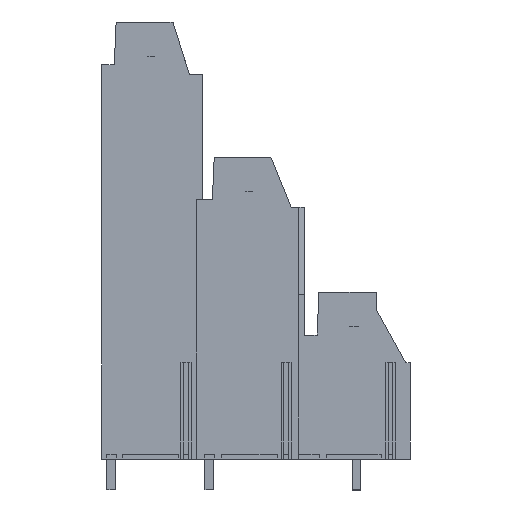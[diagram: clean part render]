
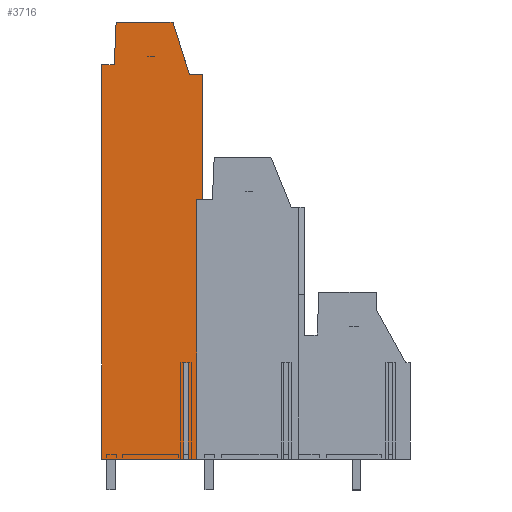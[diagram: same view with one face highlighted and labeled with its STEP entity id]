
A CAD part, left-side view. The second image highlights one B-rep face of the part: STEP entity #3716.
In plain terms, the highlighted planar face has unit normal (-1, 0, 0).
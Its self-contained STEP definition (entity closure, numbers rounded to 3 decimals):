
#3632=AXIS2_PLACEMENT_3D('Plane Axis2P3D',#3629,#3630,#3631) ;
#2724=CARTESIAN_POINT('Vertex',(2.54,22.131,3.2)) ;
#2727=CARTESIAN_POINT('Line Origine',(2.54,22.578,3.2)) ;
#2731=CARTESIAN_POINT('Vertex',(2.54,23.025,3.2)) ;
#2780=CARTESIAN_POINT('Vertex',(2.54,23.475,3.2)) ;
#2783=CARTESIAN_POINT('Line Origine',(2.54,27.738,3.2)) ;
#2787=CARTESIAN_POINT('Vertex',(2.54,32.,3.2)) ;
#3586=CARTESIAN_POINT('Vertex',(2.54,23.025,13.2)) ;
#3589=CARTESIAN_POINT('Line Origine',(2.54,23.25,13.2)) ;
#3593=CARTESIAN_POINT('Vertex',(2.54,23.475,13.2)) ;
#3617=CARTESIAN_POINT('Line Origine',(2.54,23.025,8.2)) ;
#3629=CARTESIAN_POINT('Axis2P3D Location',(2.54,21.84,31.2)) ;
#3634=CARTESIAN_POINT('Line Origine',(2.54,22.131,16.625)) ;
#3638=CARTESIAN_POINT('Vertex',(2.54,22.131,30.05)) ;
#3641=CARTESIAN_POINT('Line Origine',(2.54,21.811,30.05)) ;
#3645=CARTESIAN_POINT('Vertex',(2.54,21.49,30.05)) ;
#3648=CARTESIAN_POINT('Line Origine',(2.54,21.49,36.525)) ;
#3652=CARTESIAN_POINT('Vertex',(2.54,21.49,43.)) ;
#3655=CARTESIAN_POINT('Line Origine',(2.54,22.194,43.)) ;
#3659=CARTESIAN_POINT('Vertex',(2.54,22.898,43.)) ;
#3662=CARTESIAN_POINT('Line Origine',(2.54,23.745,45.735)) ;
#3666=CARTESIAN_POINT('Vertex',(2.54,24.592,48.47)) ;
#3669=CARTESIAN_POINT('Line Origine',(2.54,27.54,48.47)) ;
#3673=CARTESIAN_POINT('Vertex',(2.54,30.488,48.47)) ;
#3676=CARTESIAN_POINT('Line Origine',(2.54,30.584,46.26)) ;
#3680=CARTESIAN_POINT('Vertex',(2.54,30.681,44.05)) ;
#3683=CARTESIAN_POINT('Line Origine',(2.54,31.34,44.05)) ;
#3687=CARTESIAN_POINT('Vertex',(2.54,32.,44.05)) ;
#3690=CARTESIAN_POINT('Line Origine',(2.54,32.,23.625)) ;
#3695=CARTESIAN_POINT('Line Origine',(2.54,23.475,8.2)) ;
#2728=DIRECTION('Vector Direction',(0.,1.,0.)) ;
#2784=DIRECTION('Vector Direction',(0.,1.,0.)) ;
#3590=DIRECTION('Vector Direction',(0.,-1.,0.)) ;
#3618=DIRECTION('Vector Direction',(0.,0.,1.)) ;
#3630=DIRECTION('Axis2P3D Direction',(1.,0.,0.)) ;
#3631=DIRECTION('Axis2P3D XDirection',(0.,1.,0.)) ;
#3635=DIRECTION('Vector Direction',(0.,0.,-1.)) ;
#3642=DIRECTION('Vector Direction',(0.,1.,0.)) ;
#3649=DIRECTION('Vector Direction',(0.,0.,1.)) ;
#3656=DIRECTION('Vector Direction',(0.,-1.,0.)) ;
#3663=DIRECTION('Vector Direction',(0.,-0.296,-0.955)) ;
#3670=DIRECTION('Vector Direction',(0.,1.,0.)) ;
#3677=DIRECTION('Vector Direction',(0.,-0.044,0.999)) ;
#3684=DIRECTION('Vector Direction',(0.,-1.,0.)) ;
#3691=DIRECTION('Vector Direction',(0.,0.,1.)) ;
#3696=DIRECTION('Vector Direction',(0.,0.,1.)) ;
#2729=VECTOR('Line Direction',#2728,1.) ;
#2785=VECTOR('Line Direction',#2784,1.) ;
#3591=VECTOR('Line Direction',#3590,1.) ;
#3619=VECTOR('Line Direction',#3618,1.) ;
#3636=VECTOR('Line Direction',#3635,1.) ;
#3643=VECTOR('Line Direction',#3642,1.) ;
#3650=VECTOR('Line Direction',#3649,1.) ;
#3657=VECTOR('Line Direction',#3656,1.) ;
#3664=VECTOR('Line Direction',#3663,1.) ;
#3671=VECTOR('Line Direction',#3670,1.) ;
#3678=VECTOR('Line Direction',#3677,1.) ;
#3685=VECTOR('Line Direction',#3684,1.) ;
#3692=VECTOR('Line Direction',#3691,1.) ;
#3697=VECTOR('Line Direction',#3696,1.) ;
#3701=ORIENTED_EDGE('',*,*,#3640,.F.) ;
#3702=ORIENTED_EDGE('',*,*,#3647,.F.) ;
#3703=ORIENTED_EDGE('',*,*,#3654,.T.) ;
#3704=ORIENTED_EDGE('',*,*,#3661,.F.) ;
#3705=ORIENTED_EDGE('',*,*,#3668,.F.) ;
#3706=ORIENTED_EDGE('',*,*,#3675,.T.) ;
#3707=ORIENTED_EDGE('',*,*,#3682,.F.) ;
#3708=ORIENTED_EDGE('',*,*,#3689,.F.) ;
#3709=ORIENTED_EDGE('',*,*,#3694,.F.) ;
#3710=ORIENTED_EDGE('',*,*,#2789,.F.) ;
#3711=ORIENTED_EDGE('',*,*,#3699,.T.) ;
#3712=ORIENTED_EDGE('',*,*,#3595,.T.) ;
#3713=ORIENTED_EDGE('',*,*,#3621,.F.) ;
#3714=ORIENTED_EDGE('',*,*,#2733,.F.) ;
#3716=ADVANCED_FACE('housing',(#3715),#3633,.F.) ;
#2733=EDGE_CURVE('',#2725,#2732,#2730,.T.) ;
#2789=EDGE_CURVE('',#2781,#2788,#2786,.T.) ;
#3595=EDGE_CURVE('',#3594,#3587,#3592,.T.) ;
#3621=EDGE_CURVE('',#2732,#3587,#3620,.T.) ;
#3640=EDGE_CURVE('',#3639,#2725,#3637,.T.) ;
#3647=EDGE_CURVE('',#3646,#3639,#3644,.T.) ;
#3654=EDGE_CURVE('',#3646,#3653,#3651,.T.) ;
#3661=EDGE_CURVE('',#3660,#3653,#3658,.T.) ;
#3668=EDGE_CURVE('',#3667,#3660,#3665,.T.) ;
#3675=EDGE_CURVE('',#3667,#3674,#3672,.T.) ;
#3682=EDGE_CURVE('',#3681,#3674,#3679,.T.) ;
#3689=EDGE_CURVE('',#3688,#3681,#3686,.T.) ;
#3694=EDGE_CURVE('',#2788,#3688,#3693,.T.) ;
#3699=EDGE_CURVE('',#2781,#3594,#3698,.T.) ;
#3700=EDGE_LOOP('',(#3701,#3702,#3703,#3704,#3705,#3706,#3707,#3708,#3709,#3710,#3711,#3712,#3713,#3714)) ;
#3715=FACE_OUTER_BOUND('',#3700,.T.) ;
#2730=LINE('Line',#2727,#2729) ;
#2786=LINE('Line',#2783,#2785) ;
#3592=LINE('Line',#3589,#3591) ;
#3620=LINE('Line',#3617,#3619) ;
#3637=LINE('Line',#3634,#3636) ;
#3644=LINE('Line',#3641,#3643) ;
#3651=LINE('Line',#3648,#3650) ;
#3658=LINE('Line',#3655,#3657) ;
#3665=LINE('Line',#3662,#3664) ;
#3672=LINE('Line',#3669,#3671) ;
#3679=LINE('Line',#3676,#3678) ;
#3686=LINE('Line',#3683,#3685) ;
#3693=LINE('Line',#3690,#3692) ;
#3698=LINE('Line',#3695,#3697) ;
#3633=PLANE('',#3632) ;
#2725=VERTEX_POINT('',#2724) ;
#2732=VERTEX_POINT('',#2731) ;
#2781=VERTEX_POINT('',#2780) ;
#2788=VERTEX_POINT('',#2787) ;
#3587=VERTEX_POINT('',#3586) ;
#3594=VERTEX_POINT('',#3593) ;
#3639=VERTEX_POINT('',#3638) ;
#3646=VERTEX_POINT('',#3645) ;
#3653=VERTEX_POINT('',#3652) ;
#3660=VERTEX_POINT('',#3659) ;
#3667=VERTEX_POINT('',#3666) ;
#3674=VERTEX_POINT('',#3673) ;
#3681=VERTEX_POINT('',#3680) ;
#3688=VERTEX_POINT('',#3687) ;
